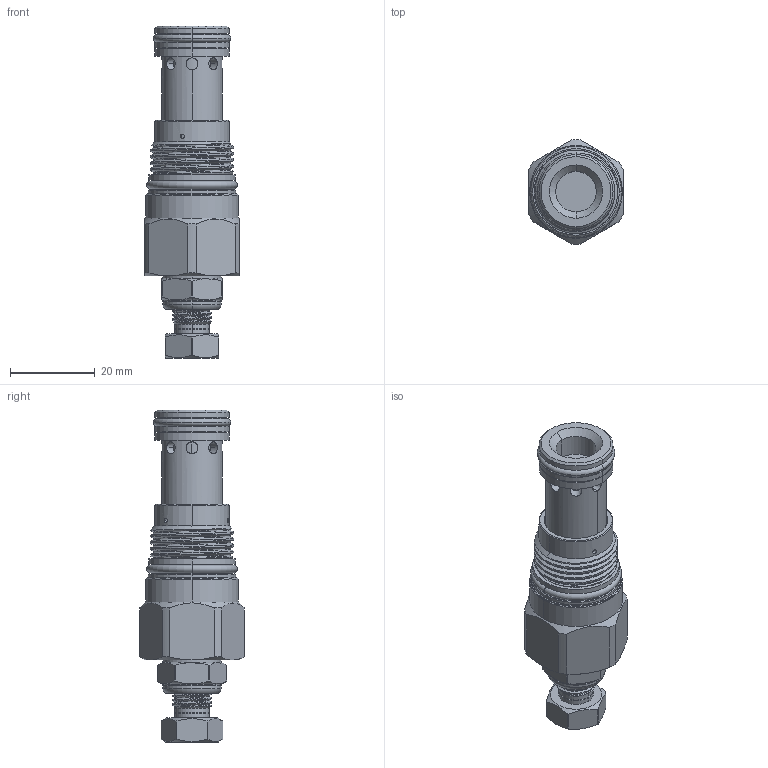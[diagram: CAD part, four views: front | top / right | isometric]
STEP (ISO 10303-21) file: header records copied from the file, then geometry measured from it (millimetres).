
FILE_DESCRIPTION (( 'STEP AP203' ), '1' );
FILE_NAME ('RP10A22-G.STEP', '2020-03-24T00:28:37', ( '' ), ( '' ), 'SwSTEP 2.0', 'SolidWorks 2018', '' );
FILE_SCHEMA (( 'CONFIG_CONTROL_DESIGN' ));
Length unit declared in the file: millimetre
Products named in the file (1): RP10A22-G
Bounding box: 22.22 x 24.59 x 78.14 mm (x, y, z)
Volume: 18545.7 mm3; surface area: 7193.2 mm2
Topology: 3 solids, 3 shells, 208 faces, 485 edges, 304 vertices
Faces by surface type: cylinder 111, plane 37, cone 34, torus 20, bspline 6
Entity records: 10836 total; most frequent: CARTESIAN_POINT 6199, ORIENTED_EDGE 970, DIRECTION 930, EDGE_CURVE 485, AXIS2_PLACEMENT_3D 392, VERTEX_POINT 304, EDGE_LOOP 233, ADVANCED_FACE 208
